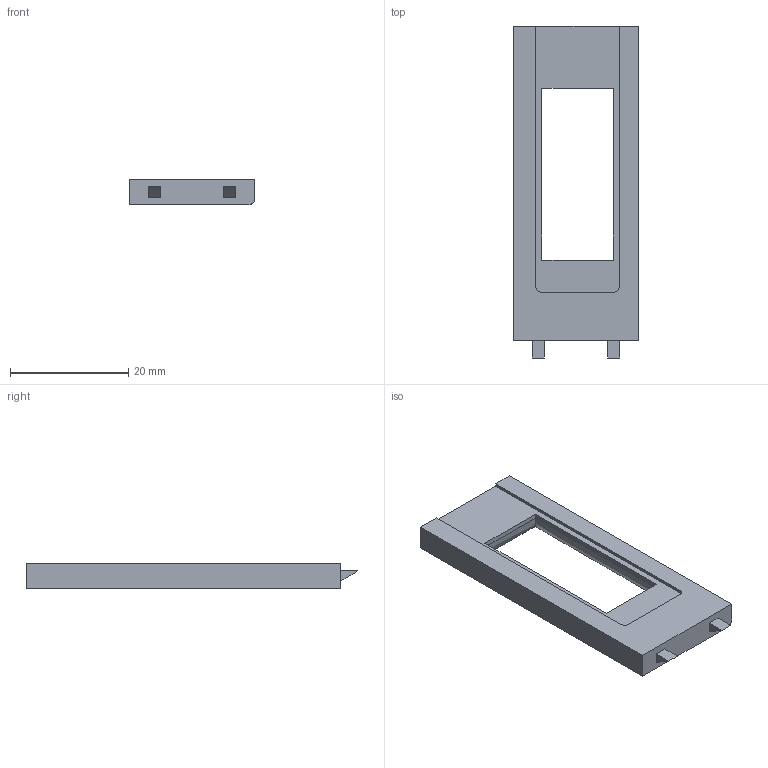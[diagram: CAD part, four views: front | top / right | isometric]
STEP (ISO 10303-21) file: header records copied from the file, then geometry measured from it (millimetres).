
FILE_DESCRIPTION(/* description */ (''),/* implementation_level */ '2;1');
FILE_NAME(/* name */ 'Tempest Cover.step',/* time_stamp */ '2023-07-22T11:19:59-04:00',/* author */ (''),/* organization */ (''),/* preprocessor_version */ 'ST-DEVELOPER v19.2',/* originating_system */ 'Autodesk Translation Framework v12.6.0.85',/* authorisation */ '');
FILE_SCHEMA (('AUTOMOTIVE_DESIGN { 1 0 10303 214 3 1 1 }'));
Length unit declared in the file: millimetre
Products named in the file (1): Pehmis Modded
Bounding box: 21.25 x 56.06 x 4.3 mm (x, y, z)
Volume: 3112.4 mm3; surface area: 2485.1 mm2
Topology: 1 solids, 1 shells, 29 faces, 71 edges, 46 vertices
Faces by surface type: plane 20, cylinder 5, bspline 4
Entity records: 1035 total; most frequent: CARTESIAN_POINT 331, ORIENTED_EDGE 142, DIRECTION 121, EDGE_CURVE 71, LINE 49, VECTOR 49, VERTEX_POINT 46, AXIS2_PLACEMENT_3D 36
